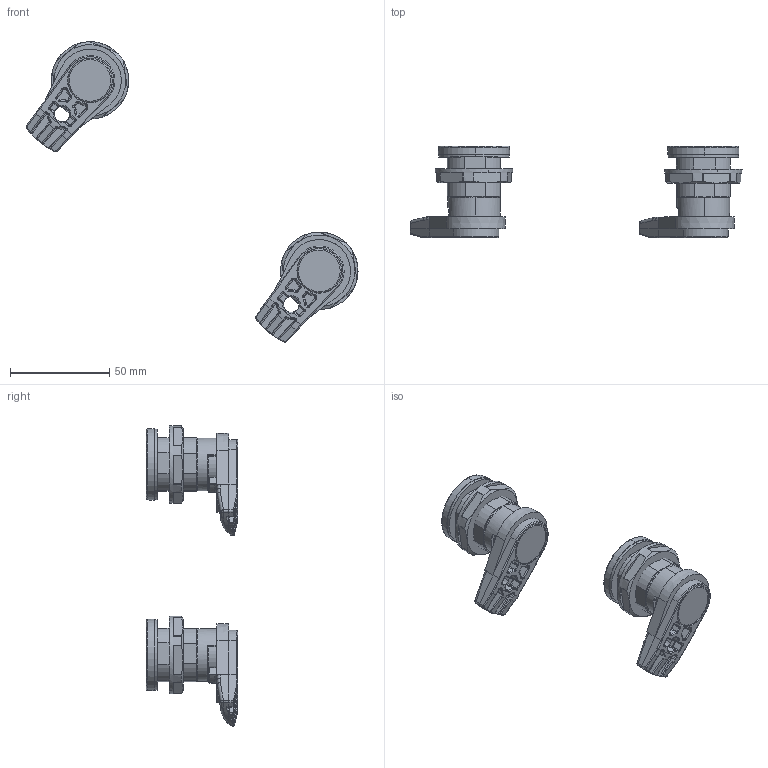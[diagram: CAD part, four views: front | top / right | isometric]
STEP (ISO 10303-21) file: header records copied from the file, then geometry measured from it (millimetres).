
FILE_DESCRIPTION (( 'STEP AP214' ), '1' );
FILE_NAME ('21610004.STEP', '2008-11-13T14:49:03', ( ' ' ), ( '' ), 'SwSTEP 2.0', 'SolidWorks 2008', '' );
FILE_SCHEMA (( 'AUTOMOTIVE_DESIGN' ));
Length unit declared in the file: millimetre
Products named in the file (15): 84102_Standard; 94070_Vorspannung; 82169_Standard; 94309_Standard; 93271_Standard; 94350_Standard; 21610004; 08020921_Standard; 94304_Standard; 83025_Standard; 94301_Standard; 51101_Standard; 82201_Standard; 94305_Standard; 94306_Standard
Assembly tree (30 placements, depth 4):
  21610004
    83025_Standard  x2
    08020921_Standard  x2
    94350_Standard  x2
    94304_Standard  x2
    51101_Standard  x2
      94070_Vorspannung
      94301_Standard
      82169_Standard
      94306_Standard
        94305_Standard
        84102_Standard
      94309_Standard
    82201_Standard  x2
    93271_Standard  x2
Bounding box: 167.08 x 46 x 151.28 mm (x, y, z)
Volume: 69078 mm3; surface area: 59253.7 mm2
Topology: 42 solids, 42 shells, 1508 faces, 3466 edges, 1960 vertices
Faces by surface type: cylinder 416, plane 332, bspline 288, torus 208, cone 202, sphere 62
Entity records: 22555 total; most frequent: CARTESIAN_POINT 7435, ORIENTED_EDGE 3084, DIRECTION 3000, EDGE_CURVE 1542, AXIS2_PLACEMENT_3D 1260, VERTEX_POINT 908, EDGE_LOOP 734, ADVANCED_FACE 686
